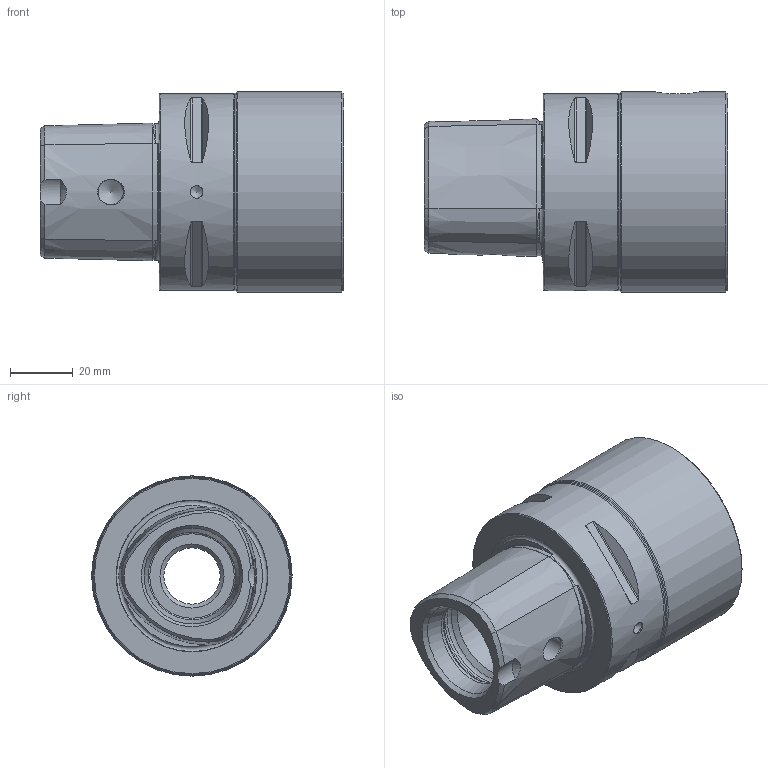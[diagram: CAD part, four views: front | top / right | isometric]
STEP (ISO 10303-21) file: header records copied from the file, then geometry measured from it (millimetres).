
FILE_DESCRIPTION (( 'STEP AP214' ), '1' );
FILE_NAME ('PS6.ST6.K01.059.STEP', '2020-04-15T11:38:33', ( '' ), ( '' ), 'SwSTEP 2.0', 'SolidWorks 2017', '' );
FILE_SCHEMA (( 'AUTOMOTIVE_DESIGN' ));
Length unit declared in the file: millimetre
Products named in the file (4): ST6-ER1.001.018_A; PS6-ST6.K01.059_B; DIN 3771 - 33x2; PS6.ST6.K01.059
Assembly tree (3 placements, depth 2):
  PS6.ST6.K01.059
    PS6-ST6.K01.059_B
    DIN 3771 - 33x2
    ST6-ER1.001.018_A
Bounding box: 97 x 64 x 64 mm (x, y, z)
Volume: 170389.2 mm3; surface area: 33894.2 mm2
Topology: 3 solids, 3 shells, 131 faces, 318 edges, 194 vertices
Faces by surface type: plane 42, cone 41, cylinder 25, torus 21, bspline 2
Full cylindrical faces by diameter (mm): 4 x1, 6 x1, 8.1 x2, 11 x1, 12 x1, 18 x1, 28 x2, 32 x1, 36 x1, 37 x1, 63 x1, 64 x1
Entity records: 4594 total; most frequent: CARTESIAN_POINT 1717, DIRECTION 550, ORIENTED_EDGE 514, EDGE_CURVE 257, AXIS2_PLACEMENT_3D 236, EDGE_LOOP 182, VERTEX_POINT 177, FACE_OUTER_BOUND 153
